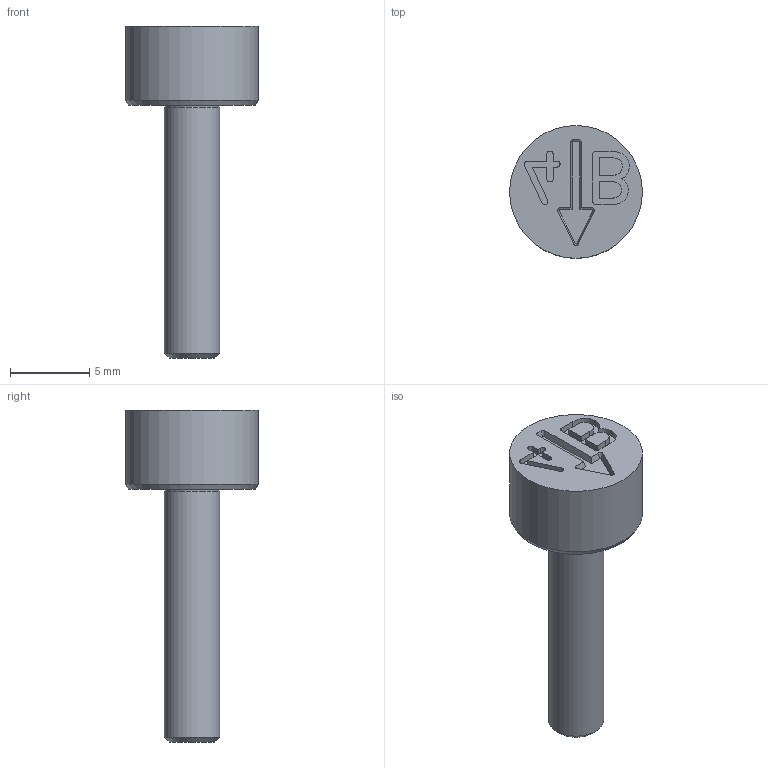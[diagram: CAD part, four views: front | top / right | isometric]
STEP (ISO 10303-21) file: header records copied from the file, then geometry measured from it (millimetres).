
FILE_DESCRIPTION(/* description */ (''),/* implementation_level */ '2;1');
FILE_NAME(/* name */ 'Dati-2100_O$16$Zeichen.stp',/* time_stamp */ '2025-09-17T16:05:36+02:00',/* author */ ('olafg'),/* organization */ (''),/* preprocessor_version */ 'ST-DEVELOPER v20',/* originating_system */ 'Autodesk Inventor 2024',/* authorisation */ '');
FILE_SCHEMA (('AUTOMOTIVE_DESIGN { 1 0 10303 214 3 1 1 }'));
Length unit declared in the file: millimetre
Products named in the file (1): 2016-05-00 Stelleinsatz
Bounding box: 8.4 x 8.4 x 21 mm (x, y, z)
Volume: 425 mm3; surface area: 431.3 mm2
Topology: 1 solids, 1 shells, 75 faces, 199 edges, 132 vertices
Faces by surface type: plane 36, bspline 29, cone 7, cylinder 2, torus 1
Full cylindrical faces by diameter (mm): 3.5 x1, 8.4 x1
Entity records: 2485 total; most frequent: CARTESIAN_POINT 756, ORIENTED_EDGE 398, DIRECTION 254, EDGE_CURVE 199, VERTEX_POINT 132, LINE 122, VECTOR 122, EDGE_LOOP 81
